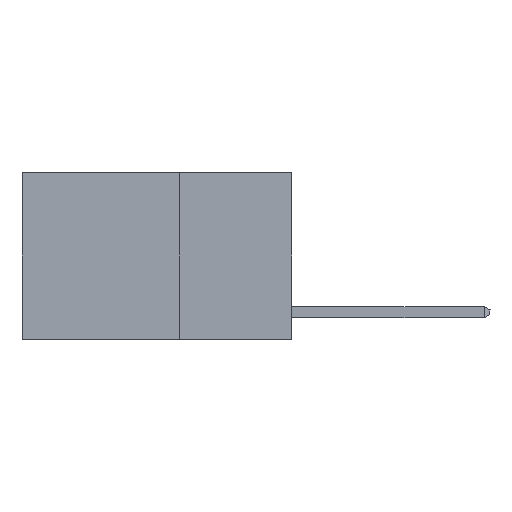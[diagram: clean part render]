
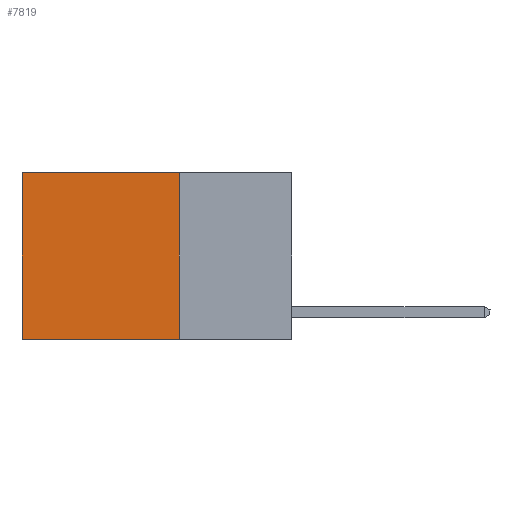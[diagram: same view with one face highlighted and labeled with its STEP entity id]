
A CAD part, left-side view. The second image highlights one B-rep face of the part: STEP entity #7819.
In plain terms, the highlighted planar face has unit normal (-1, 0, 0).
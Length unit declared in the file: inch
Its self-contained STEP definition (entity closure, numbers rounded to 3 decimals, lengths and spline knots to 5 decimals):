
#1109 = CARTESIAN_POINT ( 'NONE',  ( 0.2625, 0.25, 0. ) ) ;
#2354 = VECTOR ( 'NONE', #10376, 39.37008 ) ;
#3182 = EDGE_CURVE ( 'NONE', #15100, #7842, #6352, .T. ) ;
#3583 = CARTESIAN_POINT ( 'NONE',  ( 0.2625, 0.6, 0. ) ) ;
#3920 = VECTOR ( 'NONE', #8761, 39.37008 ) ;
#4435 = DIRECTION ( 'NONE',  ( 0., 0., -1. ) ) ;
#5032 = DIRECTION ( 'NONE',  ( 1., 0., 0. ) ) ;
#5121 = EDGE_CURVE ( 'NONE', #7842, #14231, #11888, .T. ) ;
#5216 = EDGE_CURVE ( 'NONE', #15100, #18149, #10006, .T. ) ;
#5955 = CARTESIAN_POINT ( 'NONE',  ( 0.2625, 0.25, 0. ) ) ;
#6038 = VECTOR ( 'NONE', #4435, 39.37008 ) ;
#6352 = LINE ( 'NONE', #7365, #2354 ) ;
#7365 = CARTESIAN_POINT ( 'NONE',  ( 0.2625, 0.25, 0. ) ) ;
#7819 = ADVANCED_FACE ( 'NONE', ( #8004 ), #15359, .F. ) ;
#7842 = VERTEX_POINT ( 'NONE', #3583 ) ;
#8004 = FACE_OUTER_BOUND ( 'NONE', #9541, .T. ) ;
#8143 = LINE ( 'NONE', #15142, #11173 ) ;
#8761 = DIRECTION ( 'NONE',  ( 0., 0., -1. ) ) ;
#9541 = EDGE_LOOP ( 'NONE', ( #12200, #14594, #15129, #16681 ) ) ;
#9808 = EDGE_CURVE ( 'NONE', #18149, #14231, #8143, .T. ) ;
#10006 = LINE ( 'NONE', #5955, #6038 ) ;
#10376 = DIRECTION ( 'NONE',  ( 0., 1., 0. ) ) ;
#11173 = VECTOR ( 'NONE', #13654, 39.37008 ) ;
#11711 = CARTESIAN_POINT ( 'NONE',  ( 0.2625, 0.6, 0. ) ) ;
#11888 = LINE ( 'NONE', #11711, #3920 ) ;
#12200 = ORIENTED_EDGE ( 'NONE', *, *, #5121, .T. ) ;
#13654 = DIRECTION ( 'NONE',  ( 0., 1., 0. ) ) ;
#13916 = AXIS2_PLACEMENT_3D ( 'NONE', #13935, #5032, #15428 ) ;
#13935 = CARTESIAN_POINT ( 'NONE',  ( 0.2625, 0.25, 0. ) ) ;
#14231 = VERTEX_POINT ( 'NONE', #15230 ) ;
#14594 = ORIENTED_EDGE ( 'NONE', *, *, #9808, .F. ) ;
#15100 = VERTEX_POINT ( 'NONE', #1109 ) ;
#15129 = ORIENTED_EDGE ( 'NONE', *, *, #5216, .F. ) ;
#15142 = CARTESIAN_POINT ( 'NONE',  ( 0.2625, 0.25, -0.37 ) ) ;
#15230 = CARTESIAN_POINT ( 'NONE',  ( 0.2625, 0.6, -0.37 ) ) ;
#15359 = PLANE ( 'NONE',  #13916 ) ;
#15428 = DIRECTION ( 'NONE',  ( 0., 0., -1. ) ) ;
#16681 = ORIENTED_EDGE ( 'NONE', *, *, #3182, .T. ) ;
#17306 = CARTESIAN_POINT ( 'NONE',  ( 0.2625, 0.25, -0.37 ) ) ;
#18149 = VERTEX_POINT ( 'NONE', #17306 ) ;
